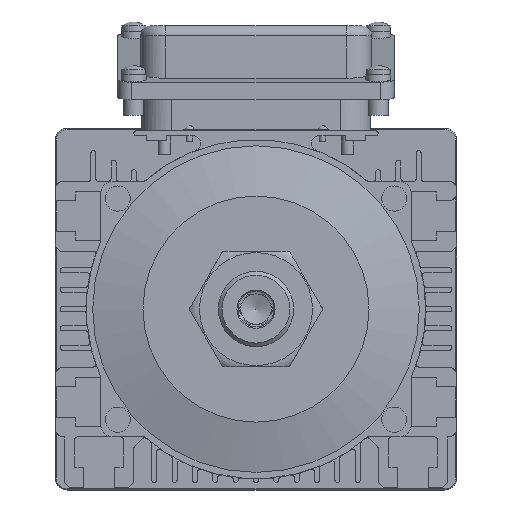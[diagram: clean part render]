
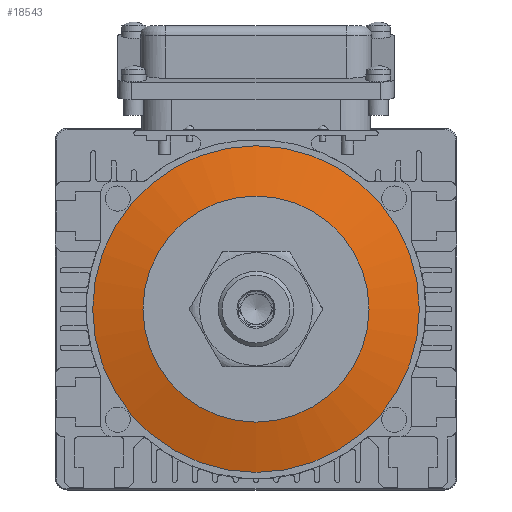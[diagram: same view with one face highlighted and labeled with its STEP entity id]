
A CAD part, front view. The second image highlights one B-rep face of the part: STEP entity #18543.
In plain terms, the highlighted conical face has half-angle 75.964 degrees and reference radius 45 mm.
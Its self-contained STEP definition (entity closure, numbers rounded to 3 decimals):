
#1387=CONICAL_SURFACE('',#19609,45.,1.326);
#2160=CIRCLE('',#19595,65.);
#2161=CIRCLE('',#19596,65.);
#2168=CIRCLE('',#19607,45.);
#2169=CIRCLE('',#19608,45.);
#2706=VERTEX_POINT('',#25576);
#2708=VERTEX_POINT('',#25580);
#2715=VERTEX_POINT('',#25600);
#2716=VERTEX_POINT('',#25601);
#4412=VECTOR('',#21224,1.);
#6351=LINE('',#25604,#4412);
#8290=EDGE_CURVE('',#2708,#2706,#2160,.T.);
#8291=EDGE_CURVE('',#2706,#2708,#2161,.T.);
#8299=EDGE_CURVE('',#2715,#2716,#2168,.F.);
#8300=EDGE_CURVE('',#2716,#2715,#2169,.F.);
#8301=EDGE_CURVE('',#2708,#2716,#6351,.T.);
#10964=ORIENTED_EDGE('',*,*,#8301,.T.);
#10965=ORIENTED_EDGE('',*,*,#8299,.F.);
#10966=ORIENTED_EDGE('',*,*,#8300,.F.);
#10967=ORIENTED_EDGE('',*,*,#8301,.F.);
#10968=ORIENTED_EDGE('',*,*,#8290,.T.);
#10969=ORIENTED_EDGE('',*,*,#8291,.T.);
#16270=EDGE_LOOP('',(#10964,#10965,#10966,#10967,#10968,#10969));
#17408=FACE_BOUND('',#16270,.T.);
#18543=ADVANCED_FACE('',(#17408),#1387,.T.);
#19595=AXIS2_PLACEMENT_3D('',#25579,#21196,#21197);
#19596=AXIS2_PLACEMENT_3D('',#25581,#21198,#21199);
#19607=AXIS2_PLACEMENT_3D('',#25599,#21218,#21219);
#19608=AXIS2_PLACEMENT_3D('',#25602,#21220,#21221);
#19609=AXIS2_PLACEMENT_3D('',#25603,#21222,#21223);
#21196=DIRECTION('',(0.,-1.,0.));
#21197=DIRECTION('',(0.,0.,65.));
#21198=DIRECTION('',(0.,-1.,0.));
#21199=DIRECTION('',(0.,0.,65.));
#21218=DIRECTION('',(0.,1.,0.));
#21219=DIRECTION('',(0.,0.,-45.));
#21220=DIRECTION('',(0.,1.,0.));
#21221=DIRECTION('',(0.,0.,-45.));
#21222=DIRECTION('',(0.,1.,0.));
#21223=DIRECTION('',(0.,0.,-45.));
#21224=DIRECTION('',(0.,-0.243,0.97));
#25576=CARTESIAN_POINT('',(0.,-61.,65.));
#25579=CARTESIAN_POINT('',(0.,-61.,0.));
#25580=CARTESIAN_POINT('',(0.,-61.,-65.));
#25581=CARTESIAN_POINT('',(0.,-61.,0.));
#25599=CARTESIAN_POINT('',(0.,-66.,0.));
#25600=CARTESIAN_POINT('',(0.,-66.,45.));
#25601=CARTESIAN_POINT('',(0.,-66.,-45.));
#25602=CARTESIAN_POINT('',(0.,-66.,0.));
#25603=CARTESIAN_POINT('',(0.,-66.,0.));
#25604=CARTESIAN_POINT('',(0.,-61.5,-63.));
